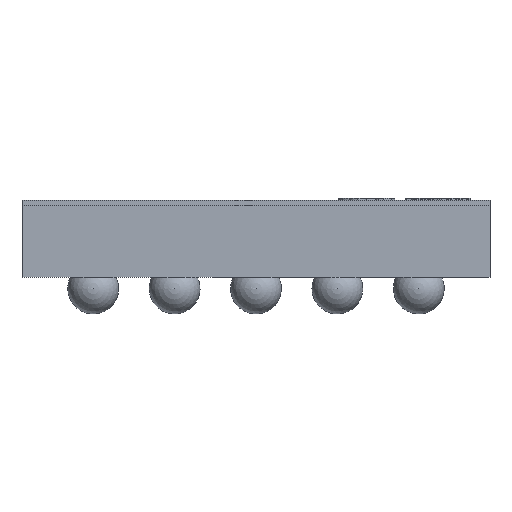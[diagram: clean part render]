
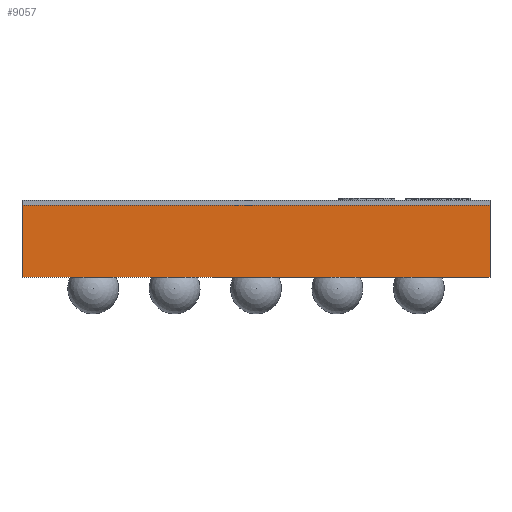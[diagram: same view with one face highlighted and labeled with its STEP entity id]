
A CAD part, front view. The second image highlights one B-rep face of the part: STEP entity #9057.
In plain terms, the highlighted planar face has unit normal (0, -1, 0).
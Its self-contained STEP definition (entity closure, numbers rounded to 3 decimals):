
#486 = LINE ( 'NONE', #11110, #16882 ) ;
#686 = ORIENTED_EDGE ( 'NONE', *, *, #5783, .F. ) ;
#1684 = DIRECTION ( 'NONE',  ( 0., 0., 1. ) ) ;
#3675 = VERTEX_POINT ( 'NONE', #15518 ) ;
#4223 = DIRECTION ( 'NONE',  ( -1., 0., 0. ) ) ;
#5195 = CARTESIAN_POINT ( 'NONE',  ( 1.15, -1.24, -0.355 ) ) ;
#5360 = DIRECTION ( 'NONE',  ( 0., 0., 1. ) ) ;
#5414 = VECTOR ( 'NONE', #4223, 1000. ) ;
#5783 = EDGE_CURVE ( 'NONE', #12508, #11734, #486, .T. ) ;
#6696 = ORIENTED_EDGE ( 'NONE', *, *, #11855, .T. ) ;
#6979 = CARTESIAN_POINT ( 'NONE',  ( 1.15, -1.24, -0.355 ) ) ;
#7085 = EDGE_CURVE ( 'NONE', #3675, #11734, #10567, .T. ) ;
#7795 = VECTOR ( 'NONE', #11934, 1000. ) ;
#8692 = AXIS2_PLACEMENT_3D ( 'NONE', #5195, #13078, #5360 ) ;
#9057 = ADVANCED_FACE ( 'NONE', ( #11785 ), #15716, .F. ) ;
#9216 = CARTESIAN_POINT ( 'NONE',  ( 1.15, -1.24, 0. ) ) ;
#9355 = ORIENTED_EDGE ( 'NONE', *, *, #7085, .T. ) ;
#9518 = VERTEX_POINT ( 'NONE', #10284 ) ;
#10284 = CARTESIAN_POINT ( 'NONE',  ( 1.15, -1.24, -0.355 ) ) ;
#10567 = LINE ( 'NONE', #9216, #7795 ) ;
#10621 = EDGE_CURVE ( 'NONE', #9518, #12508, #12132, .T. ) ;
#10643 = EDGE_LOOP ( 'NONE', ( #9355, #686, #15874, #6696 ) ) ;
#10842 = CARTESIAN_POINT ( 'NONE',  ( 1.15, -1.24, -0.355 ) ) ;
#11110 = CARTESIAN_POINT ( 'NONE',  ( -1.15, -1.24, -0.355 ) ) ;
#11734 = VERTEX_POINT ( 'NONE', #11861 ) ;
#11785 = FACE_OUTER_BOUND ( 'NONE', #10643, .T. ) ;
#11855 = EDGE_CURVE ( 'NONE', #9518, #3675, #12023, .T. ) ;
#11861 = CARTESIAN_POINT ( 'NONE',  ( -1.15, -1.24, 0. ) ) ;
#11934 = DIRECTION ( 'NONE',  ( -1., 0., 0. ) ) ;
#12023 = LINE ( 'NONE', #6979, #15690 ) ;
#12114 = DIRECTION ( 'NONE',  ( 0., 0., 1. ) ) ;
#12132 = LINE ( 'NONE', #10842, #5414 ) ;
#12508 = VERTEX_POINT ( 'NONE', #16907 ) ;
#13078 = DIRECTION ( 'NONE',  ( 0., 1., 0. ) ) ;
#15518 = CARTESIAN_POINT ( 'NONE',  ( 1.15, -1.24, 0. ) ) ;
#15690 = VECTOR ( 'NONE', #12114, 1000. ) ;
#15716 = PLANE ( 'NONE',  #8692 ) ;
#15874 = ORIENTED_EDGE ( 'NONE', *, *, #10621, .F. ) ;
#16882 = VECTOR ( 'NONE', #1684, 1000. ) ;
#16907 = CARTESIAN_POINT ( 'NONE',  ( -1.15, -1.24, -0.355 ) ) ;
